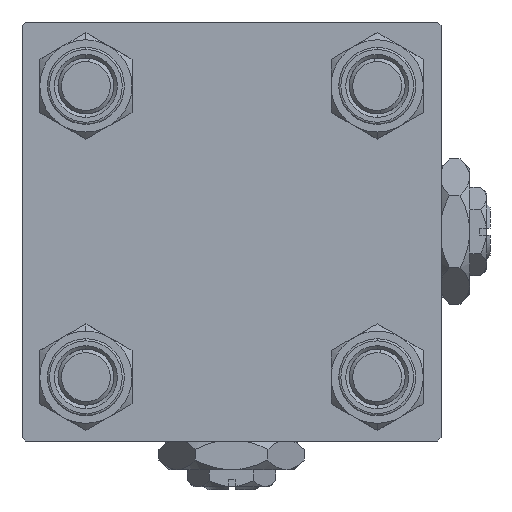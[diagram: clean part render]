
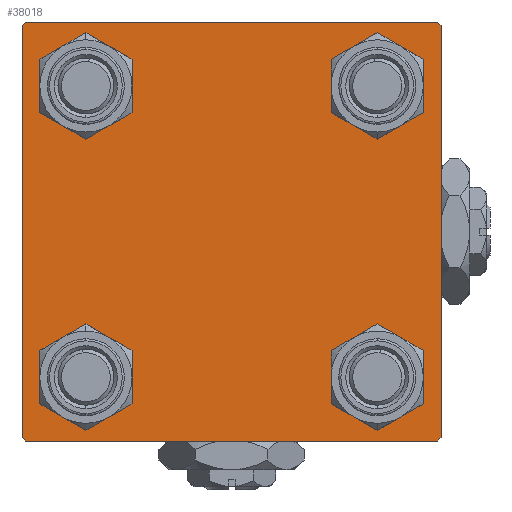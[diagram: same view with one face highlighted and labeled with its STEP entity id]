
A CAD part, left-side view. The second image highlights one B-rep face of the part: STEP entity #38018.
In plain terms, the highlighted planar face has unit normal (-1, 0, 0).
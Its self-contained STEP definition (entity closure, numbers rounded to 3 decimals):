
#869 = VERTEX_POINT ( 'NONE', #27916 ) ;
#893 = DIRECTION ( 'NONE',  ( 0., -1., 0. ) ) ;
#1404 = VERTEX_POINT ( 'NONE', #37671 ) ;
#1732 = CARTESIAN_POINT ( 'NONE',  ( 0., 29.75, -29.75 ) ) ;
#1938 = DIRECTION ( 'NONE',  ( 0., -0.707, 0.707 ) ) ;
#2331 = VERTEX_POINT ( 'NONE', #49325 ) ;
#2867 = DIRECTION ( 'NONE',  ( -1., 0., 0. ) ) ;
#3126 = CARTESIAN_POINT ( 'NONE',  ( 0., 0., 0. ) ) ;
#3177 = EDGE_CURVE ( 'NONE', #29886, #33396, #41326, .T. ) ;
#3274 = ORIENTED_EDGE ( 'NONE', *, *, #15203, .T. ) ;
#3453 = VECTOR ( 'NONE', #9173, 1000. ) ;
#4270 = CARTESIAN_POINT ( 'NONE',  ( 0., 20.85, -20.85 ) ) ;
#4345 = CARTESIAN_POINT ( 'NONE',  ( 0., -20.85, -25.35 ) ) ;
#5220 = CARTESIAN_POINT ( 'NONE',  ( 0., -29.5, -30. ) ) ;
#5533 = ORIENTED_EDGE ( 'NONE', *, *, #40368, .T. ) ;
#5988 = DIRECTION ( 'NONE',  ( 0., -0.707, -0.707 ) ) ;
#6037 = CIRCLE ( 'NONE', #35755, 4.5 ) ;
#6513 = DIRECTION ( 'NONE',  ( 0., 0., 1. ) ) ;
#9173 = DIRECTION ( 'NONE',  ( 0., 0., -1. ) ) ;
#9279 = CARTESIAN_POINT ( 'NONE',  ( 0., 20.85, -16.35 ) ) ;
#9439 = CARTESIAN_POINT ( 'NONE',  ( 0., -30., 30. ) ) ;
#9521 = CIRCLE ( 'NONE', #39251, 4.5 ) ;
#10836 = DIRECTION ( 'NONE',  ( 0., 0., 1. ) ) ;
#11060 = AXIS2_PLACEMENT_3D ( 'NONE', #3126, #2867, #19099 ) ;
#11625 = DIRECTION ( 'NONE',  ( 1., 0., 0. ) ) ;
#11735 = EDGE_CURVE ( 'NONE', #18416, #50639, #38128, .T. ) ;
#12188 = CIRCLE ( 'NONE', #27423, 4.5 ) ;
#12343 = VERTEX_POINT ( 'NONE', #21768 ) ;
#12641 = DIRECTION ( 'NONE',  ( 1., 0., 0. ) ) ;
#12877 = VERTEX_POINT ( 'NONE', #18130 ) ;
#12880 = CARTESIAN_POINT ( 'NONE',  ( 0., 30., 30. ) ) ;
#13501 = AXIS2_PLACEMENT_3D ( 'NONE', #36293, #12641, #19826 ) ;
#13760 = EDGE_CURVE ( 'NONE', #28125, #18416, #21212, .T. ) ;
#13961 = LINE ( 'NONE', #9439, #3453 ) ;
#14010 = DIRECTION ( 'NONE',  ( 0., 0.707, 0.707 ) ) ;
#14197 = VERTEX_POINT ( 'NONE', #4345 ) ;
#14285 = EDGE_LOOP ( 'NONE', ( #37679, #5533 ) ) ;
#14993 = DIRECTION ( 'NONE',  ( 0., 0., 1. ) ) ;
#15159 = CIRCLE ( 'NONE', #13501, 4.5 ) ;
#15163 = VECTOR ( 'NONE', #26460, 1000. ) ;
#15203 = EDGE_CURVE ( 'NONE', #12877, #1404, #42170, .T. ) ;
#16193 = DIRECTION ( 'NONE',  ( 0., -1., 0. ) ) ;
#16559 = ORIENTED_EDGE ( 'NONE', *, *, #11735, .T. ) ;
#16614 = CARTESIAN_POINT ( 'NONE',  ( 0., 29.5, -30. ) ) ;
#16769 = DIRECTION ( 'NONE',  ( 1., 0., 0. ) ) ;
#16770 = VECTOR ( 'NONE', #16193, 1000. ) ;
#17272 = LINE ( 'NONE', #25755, #24852 ) ;
#17405 = VERTEX_POINT ( 'NONE', #24064 ) ;
#17725 = EDGE_CURVE ( 'NONE', #2331, #23639, #32206, .T. ) ;
#18094 = EDGE_LOOP ( 'NONE', ( #39835, #25252 ) ) ;
#18130 = CARTESIAN_POINT ( 'NONE',  ( 0., 30., 29.5 ) ) ;
#18243 = DIRECTION ( 'NONE',  ( 1., 0., 0. ) ) ;
#18416 = VERTEX_POINT ( 'NONE', #5220 ) ;
#18837 = FACE_BOUND ( 'NONE', #23285, .T. ) ;
#18985 = CARTESIAN_POINT ( 'NONE',  ( 0., 20.85, 20.85 ) ) ;
#19028 = CARTESIAN_POINT ( 'NONE',  ( 0., -29.75, 29.75 ) ) ;
#19099 = DIRECTION ( 'NONE',  ( 0., 0., 1. ) ) ;
#19133 = ORIENTED_EDGE ( 'NONE', *, *, #38902, .T. ) ;
#19442 = EDGE_CURVE ( 'NONE', #17405, #27006, #15159, .T. ) ;
#19571 = EDGE_LOOP ( 'NONE', ( #47805, #43827 ) ) ;
#19703 = ORIENTED_EDGE ( 'NONE', *, *, #46181, .T. ) ;
#19826 = DIRECTION ( 'NONE',  ( 0., 0., 1. ) ) ;
#19960 = VECTOR ( 'NONE', #893, 1000. ) ;
#20700 = ORIENTED_EDGE ( 'NONE', *, *, #3177, .F. ) ;
#21212 = LINE ( 'NONE', #29440, #16770 ) ;
#21750 = ORIENTED_EDGE ( 'NONE', *, *, #39322, .F. ) ;
#21768 = CARTESIAN_POINT ( 'NONE',  ( 0., -20.85, 25.35 ) ) ;
#21978 = ORIENTED_EDGE ( 'NONE', *, *, #13760, .T. ) ;
#21980 = DIRECTION ( 'NONE',  ( 1., 0., 0. ) ) ;
#22447 = CIRCLE ( 'NONE', #47126, 4.5 ) ;
#22655 = EDGE_CURVE ( 'NONE', #1404, #28125, #42432, .T. ) ;
#23069 = FACE_OUTER_BOUND ( 'NONE', #48075, .T. ) ;
#23285 = EDGE_LOOP ( 'NONE', ( #19703, #19133 ) ) ;
#23337 = FACE_BOUND ( 'NONE', #14285, .T. ) ;
#23577 = CARTESIAN_POINT ( 'NONE',  ( 0., -20.85, -20.85 ) ) ;
#23609 = CARTESIAN_POINT ( 'NONE',  ( 0., -20.85, -20.85 ) ) ;
#23639 = VERTEX_POINT ( 'NONE', #9279 ) ;
#23904 = CARTESIAN_POINT ( 'NONE',  ( 0., -20.85, -16.35 ) ) ;
#24064 = CARTESIAN_POINT ( 'NONE',  ( 0., 20.85, 25.35 ) ) ;
#24182 = DIRECTION ( 'NONE',  ( 1., 0., 0. ) ) ;
#24496 = CARTESIAN_POINT ( 'NONE',  ( 0., -29.5, 30. ) ) ;
#24852 = VECTOR ( 'NONE', #33740, 1000. ) ;
#25252 = ORIENTED_EDGE ( 'NONE', *, *, #17725, .T. ) ;
#25697 = DIRECTION ( 'NONE',  ( 0., 0., 1. ) ) ;
#25755 = CARTESIAN_POINT ( 'NONE',  ( 0., 29.75, 29.75 ) ) ;
#26199 = CARTESIAN_POINT ( 'NONE',  ( 0., 30., 30. ) ) ;
#26460 = DIRECTION ( 'NONE',  ( 0., 0., -1. ) ) ;
#27006 = VERTEX_POINT ( 'NONE', #34957 ) ;
#27423 = AXIS2_PLACEMENT_3D ( 'NONE', #50201, #21980, #25697 ) ;
#27601 = DIRECTION ( 'NONE',  ( 1., 0., 0. ) ) ;
#27916 = CARTESIAN_POINT ( 'NONE',  ( 0., -20.85, 16.35 ) ) ;
#28074 = AXIS2_PLACEMENT_3D ( 'NONE', #23609, #27601, #43851 ) ;
#28125 = VERTEX_POINT ( 'NONE', #16614 ) ;
#28584 = EDGE_CURVE ( 'NONE', #52429, #33396, #29947, .T. ) ;
#29440 = CARTESIAN_POINT ( 'NONE',  ( 0., 30., -30. ) ) ;
#29886 = VERTEX_POINT ( 'NONE', #50095 ) ;
#29947 = LINE ( 'NONE', #19028, #37177 ) ;
#30303 = VECTOR ( 'NONE', #1938, 1000. ) ;
#32206 = CIRCLE ( 'NONE', #36453, 4.5 ) ;
#32959 = DIRECTION ( 'NONE',  ( 0., 0., 1. ) ) ;
#33396 = VERTEX_POINT ( 'NONE', #24496 ) ;
#33740 = DIRECTION ( 'NONE',  ( 0., 0.707, -0.707 ) ) ;
#34382 = ORIENTED_EDGE ( 'NONE', *, *, #22655, .T. ) ;
#34747 = EDGE_CURVE ( 'NONE', #23639, #2331, #51723, .T. ) ;
#34957 = CARTESIAN_POINT ( 'NONE',  ( 0., 20.85, 16.35 ) ) ;
#34973 = CARTESIAN_POINT ( 'NONE',  ( 0., -20.85, 20.85 ) ) ;
#35197 = DIRECTION ( 'NONE',  ( 1., 0., 0. ) ) ;
#35311 = CARTESIAN_POINT ( 'NONE',  ( 0., -30., 29.5 ) ) ;
#35755 = AXIS2_PLACEMENT_3D ( 'NONE', #18985, #35197, #14993 ) ;
#36293 = CARTESIAN_POINT ( 'NONE',  ( 0., 20.85, 20.85 ) ) ;
#36453 = AXIS2_PLACEMENT_3D ( 'NONE', #4270, #16769, #41487 ) ;
#36952 = CARTESIAN_POINT ( 'NONE',  ( 0., 20.85, -20.85 ) ) ;
#37177 = VECTOR ( 'NONE', #14010, 1000. ) ;
#37222 = VERTEX_POINT ( 'NONE', #23904 ) ;
#37671 = CARTESIAN_POINT ( 'NONE',  ( 0., 30., -29.5 ) ) ;
#37679 = ORIENTED_EDGE ( 'NONE', *, *, #19442, .T. ) ;
#38018 = ADVANCED_FACE ( 'NONE', ( #52076, #18837, #43305, #23337, #23069 ), #39306, .T. ) ;
#38128 = LINE ( 'NONE', #47169, #30303 ) ;
#38902 = EDGE_CURVE ( 'NONE', #14197, #37222, #50215, .T. ) ;
#39251 = AXIS2_PLACEMENT_3D ( 'NONE', #23577, #11625, #10836 ) ;
#39306 = PLANE ( 'NONE',  #11060 ) ;
#39322 = EDGE_CURVE ( 'NONE', #52429, #50639, #13961, .T. ) ;
#39835 = ORIENTED_EDGE ( 'NONE', *, *, #34747, .T. ) ;
#40368 = EDGE_CURVE ( 'NONE', #27006, #17405, #6037, .T. ) ;
#41326 = LINE ( 'NONE', #12880, #19960 ) ;
#41487 = DIRECTION ( 'NONE',  ( 0., 0., 1. ) ) ;
#41626 = VECTOR ( 'NONE', #5988, 1000. ) ;
#42170 = LINE ( 'NONE', #26199, #15163 ) ;
#42432 = LINE ( 'NONE', #1732, #41626 ) ;
#43305 = FACE_BOUND ( 'NONE', #18094, .T. ) ;
#43827 = ORIENTED_EDGE ( 'NONE', *, *, #48924, .T. ) ;
#43851 = DIRECTION ( 'NONE',  ( 0., 0., 1. ) ) ;
#45162 = ORIENTED_EDGE ( 'NONE', *, *, #48106, .T. ) ;
#45261 = ORIENTED_EDGE ( 'NONE', *, *, #28584, .T. ) ;
#45500 = CARTESIAN_POINT ( 'NONE',  ( 0., -30., -29.5 ) ) ;
#46181 = EDGE_CURVE ( 'NONE', #37222, #14197, #9521, .T. ) ;
#47126 = AXIS2_PLACEMENT_3D ( 'NONE', #34973, #18243, #6513 ) ;
#47169 = CARTESIAN_POINT ( 'NONE',  ( 0., -29.75, -29.75 ) ) ;
#47805 = ORIENTED_EDGE ( 'NONE', *, *, #51957, .T. ) ;
#48075 = EDGE_LOOP ( 'NONE', ( #3274, #34382, #21978, #16559, #21750, #45261, #20700, #45162 ) ) ;
#48106 = EDGE_CURVE ( 'NONE', #29886, #12877, #17272, .T. ) ;
#48924 = EDGE_CURVE ( 'NONE', #869, #12343, #12188, .T. ) ;
#49325 = CARTESIAN_POINT ( 'NONE',  ( 0., 20.85, -25.35 ) ) ;
#50095 = CARTESIAN_POINT ( 'NONE',  ( 0., 29.5, 30. ) ) ;
#50201 = CARTESIAN_POINT ( 'NONE',  ( 0., -20.85, 20.85 ) ) ;
#50215 = CIRCLE ( 'NONE', #28074, 4.5 ) ;
#50639 = VERTEX_POINT ( 'NONE', #45500 ) ;
#50894 = AXIS2_PLACEMENT_3D ( 'NONE', #36952, #24182, #32959 ) ;
#51723 = CIRCLE ( 'NONE', #50894, 4.5 ) ;
#51957 = EDGE_CURVE ( 'NONE', #12343, #869, #22447, .T. ) ;
#52076 = FACE_BOUND ( 'NONE', #19571, .T. ) ;
#52429 = VERTEX_POINT ( 'NONE', #35311 ) ;
